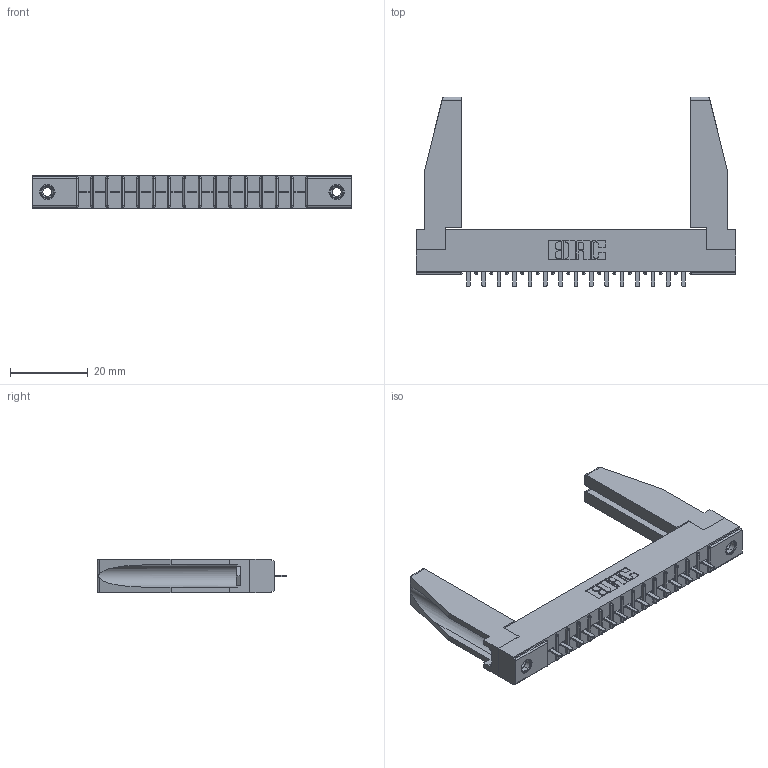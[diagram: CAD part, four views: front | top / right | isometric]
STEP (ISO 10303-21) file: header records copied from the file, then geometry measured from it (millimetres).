
FILE_DESCRIPTION (( 'STEP AP203' ), '1' );
FILE_NAME ('356-015-421-178.STEP', '2020-09-23T12:20:51', ( '' ), ( '' ), 'SwSTEP 2.0', 'SolidWorks 2020', '' );
FILE_SCHEMA (( 'CONFIG_CONTROL_DESIGN' ));
Length unit declared in the file: inch
Products named in the file (5): 345-250-001_345-250-001-102; 306 Part_.156 Dia; 306-290-001_121; 307-220-078; 356-015-421-178
Assembly tree (20 placements, depth 2):
  356-015-421-178
    306 Part_.156 Dia
    306-290-001_121  x15
    345-250-001_345-250-001-102  x2
    307-220-078  x2
Bounding box: 82.45 x 48.92 x 8.71 mm (x, y, z)
Volume: 9578 mm3; surface area: 11770.5 mm2
Topology: 20 solids, 20 shells, 1296 faces, 3601 edges, 2310 vertices
Faces by surface type: plane 857, cylinder 363, sphere 60, cone 12, torus 4
Entity records: 19881 total; most frequent: CARTESIAN_POINT 3334, ORIENTED_EDGE 3260, DIRECTION 3242, EDGE_CURVE 1630, LINE 1262, VECTOR 1262, VERTEX_POINT 1040, AXIS2_PLACEMENT_3D 990
